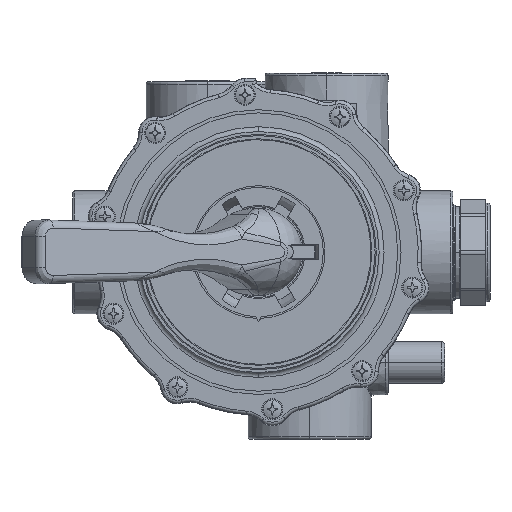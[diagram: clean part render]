
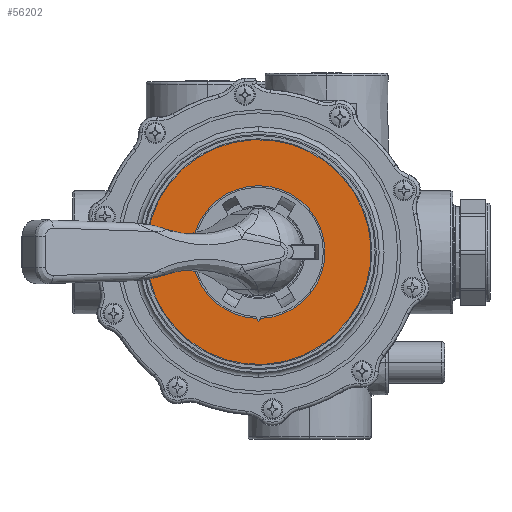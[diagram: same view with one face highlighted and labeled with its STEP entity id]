
A CAD part, top view. The second image highlights one B-rep face of the part: STEP entity #56202.
In plain terms, the highlighted face is planar.
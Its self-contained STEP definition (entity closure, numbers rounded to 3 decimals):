
#56077=CARTESIAN_POINT('',(0.,0.25,0.));
#56078=DIRECTION('',(0.,1.,0.));
#56079=DIRECTION('',(1.,0.,0.));
#56080=AXIS2_PLACEMENT_3D('',#56077,#56078,#56079);
#56082=CARTESIAN_POINT('',(0.,0.25,0.));
#56083=DIRECTION('',(0.,1.,0.));
#56084=DIRECTION('',(-1.,0.,0.));
#56085=AXIS2_PLACEMENT_3D('',#56082,#56083,#56084);
#56087=DIRECTION('',(-0.545,0.,0.839));
#56088=VECTOR('',#56087,2.328);
#56089=CARTESIAN_POINT('',(2.25,0.25,-42.941));
#56090=LINE('',#56089,#56088);
#56091=DIRECTION('',(-0.454,0.,-0.891));
#56092=VECTOR('',#56091,2.328);
#56093=CARTESIAN_POINT('',(3.308,0.25,-40.866));
#56094=LINE('',#56093,#56092);
#56108=CARTESIAN_POINT('',(0.,0.25,0.));
#56109=DIRECTION('',(0.,-1.,0.));
#56110=DIRECTION('',(0.081,0.,-0.997));
#56111=AXIS2_PLACEMENT_3D('',#56108,#56109,#56110);
#56121=CARTESIAN_POINT('',(69.5,0.25,0.));
#56122=CARTESIAN_POINT('',(-69.5,0.25,0.));
#56123=VERTEX_POINT('',#56121);
#56124=VERTEX_POINT('',#56122);
#56131=CARTESIAN_POINT('',(2.25,0.25,-42.941));
#56132=CARTESIAN_POINT('',(0.982,0.25,-40.988));
#56133=VERTEX_POINT('',#56131);
#56134=VERTEX_POINT('',#56132);
#56135=CARTESIAN_POINT('',(3.308,0.25,-40.866));
#56136=VERTEX_POINT('',#56135);
#56185=CARTESIAN_POINT('',(0.,0.25,0.));
#56186=DIRECTION('',(0.,1.,0.));
#56187=DIRECTION('',(1.,0.,0.));
#56188=AXIS2_PLACEMENT_3D('',#56185,#56186,#56187);
#56189=PLANE('',#56188);
#56190=ORIENTED_EDGE('',*,*,#56165,.F.);
#56191=ORIENTED_EDGE('',*,*,#56179,.F.);
#56192=EDGE_LOOP('',(#56190,#56191));
#56193=FACE_OUTER_BOUND('',#56192,.F.);
#56195=ORIENTED_EDGE('',*,*,#56194,.T.);
#56197=ORIENTED_EDGE('',*,*,#56196,.F.);
#56199=ORIENTED_EDGE('',*,*,#56198,.T.);
#56200=EDGE_LOOP('',(#56195,#56197,#56199));
#56201=FACE_BOUND('',#56200,.F.);
#56202=ADVANCED_FACE('',(#56193,#56201),#56189,.T.);
#56081=CIRCLE('',#56080,69.5);
#56086=CIRCLE('',#56085,69.5);
#56112=CIRCLE('',#56111,41.);
#56165=EDGE_CURVE('',#56123,#56124,#56081,.T.);
#56179=EDGE_CURVE('',#56124,#56123,#56086,.T.);
#56194=EDGE_CURVE('',#56133,#56134,#56090,.T.);
#56196=EDGE_CURVE('',#56136,#56134,#56112,.T.);
#56198=EDGE_CURVE('',#56136,#56133,#56094,.T.);
